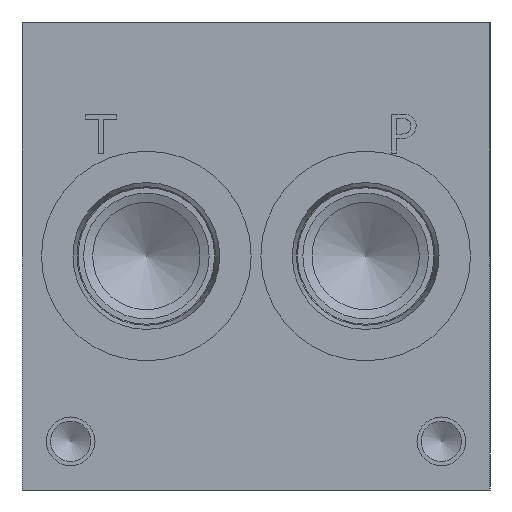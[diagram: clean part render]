
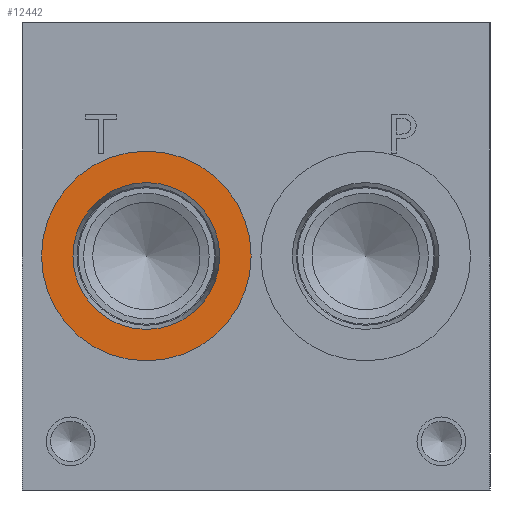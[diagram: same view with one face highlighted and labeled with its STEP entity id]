
A CAD part, left-side view. The second image highlights one B-rep face of the part: STEP entity #12442.
In plain terms, the highlighted planar face has unit normal (-1, 0, 0).
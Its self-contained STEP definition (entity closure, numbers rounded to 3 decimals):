
#223=CIRCLE('',#13025,17.069);
#224=CIRCLE('',#13026,17.069);
#225=CIRCLE('',#13028,11.951);
#226=CIRCLE('',#13029,11.951);
#514=FACE_BOUND('',#2233,.T.);
#1519=FACE_OUTER_BOUND('',#2232,.T.);
#2232=EDGE_LOOP('',(#10394,#10395));
#2233=EDGE_LOOP('',(#10396,#10397));
#5638=VERTEX_POINT('',#20955);
#5639=VERTEX_POINT('',#20957);
#5640=VERTEX_POINT('',#20961);
#5641=VERTEX_POINT('',#20962);
#7292=EDGE_CURVE('',#5638,#5639,#223,.T.);
#7293=EDGE_CURVE('',#5639,#5638,#224,.T.);
#7294=EDGE_CURVE('',#5640,#5641,#225,.T.);
#7295=EDGE_CURVE('',#5641,#5640,#226,.T.);
#10394=ORIENTED_EDGE('',*,*,#7293,.F.);
#10395=ORIENTED_EDGE('',*,*,#7292,.F.);
#10396=ORIENTED_EDGE('',*,*,#7294,.T.);
#10397=ORIENTED_EDGE('',*,*,#7295,.T.);
#11445=PLANE('',#13027);
#12442=ADVANCED_FACE('',(#1519,#514),#11445,.F.);
#13025=AXIS2_PLACEMENT_3D('',#20958,#15274,#15275);
#13026=AXIS2_PLACEMENT_3D('',#20959,#15276,#15277);
#13027=AXIS2_PLACEMENT_3D('',#20960,#15278,#15279);
#13028=AXIS2_PLACEMENT_3D('',#20963,#15280,#15281);
#13029=AXIS2_PLACEMENT_3D('',#20964,#15282,#15283);
#15274=DIRECTION('center_axis',(1.,0.,0.));
#15275=DIRECTION('ref_axis',(0.,0.,-1.));
#15276=DIRECTION('center_axis',(1.,0.,0.));
#15277=DIRECTION('ref_axis',(0.,0.,-1.));
#15278=DIRECTION('center_axis',(1.,0.,0.));
#15279=DIRECTION('ref_axis',(0.,0.,-1.));
#15280=DIRECTION('center_axis',(1.,0.,0.));
#15281=DIRECTION('ref_axis',(0.,0.,-1.));
#15282=DIRECTION('center_axis',(1.,0.,0.));
#15283=DIRECTION('ref_axis',(0.,0.,-1.));
#20955=CARTESIAN_POINT('',(0.787,55.956,21.031));
#20957=CARTESIAN_POINT('',(0.787,55.956,55.169));
#20958=CARTESIAN_POINT('Origin',(0.787,55.956,38.1));
#20959=CARTESIAN_POINT('Origin',(0.787,55.956,38.1));
#20960=CARTESIAN_POINT('Origin',(0.787,55.956,50.051));
#20961=CARTESIAN_POINT('',(0.787,55.956,50.051));
#20962=CARTESIAN_POINT('',(0.787,55.956,26.149));
#20963=CARTESIAN_POINT('Origin',(0.787,55.956,38.1));
#20964=CARTESIAN_POINT('Origin',(0.787,55.956,38.1));
